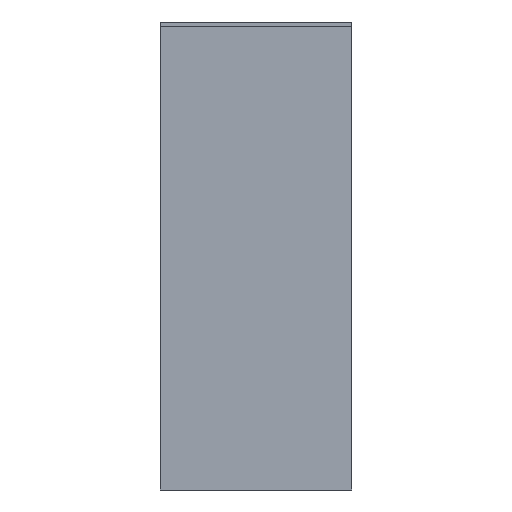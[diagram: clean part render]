
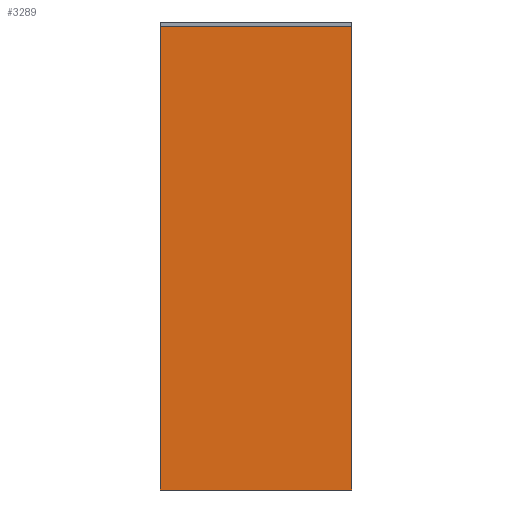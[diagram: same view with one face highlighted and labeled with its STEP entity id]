
A CAD part, left-side view. The second image highlights one B-rep face of the part: STEP entity #3289.
In plain terms, the highlighted planar face has unit normal (-1, 0, 0).
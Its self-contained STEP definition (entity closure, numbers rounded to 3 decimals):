
#372 = CARTESIAN_POINT ( 'NONE',  ( 92., -31., -0.01 ) ) ;
#468 = EDGE_LOOP ( 'NONE', ( #2242, #1984, #2392, #2551 ) ) ;
#513 = VECTOR ( 'NONE', #2418, 1000. ) ;
#520 = LINE ( 'NONE', #2690, #513 ) ;
#549 = CARTESIAN_POINT ( 'NONE',  ( 92., 31., -148.49 ) ) ;
#578 = CARTESIAN_POINT ( 'NONE',  ( 92., -31., -150. ) ) ;
#712 = CARTESIAN_POINT ( 'NONE',  ( 92., -33.135, -150. ) ) ;
#721 = DIRECTION ( 'NONE',  ( 0., 1., 0. ) ) ;
#808 = AXIS2_PLACEMENT_3D ( 'NONE', #549, #1542, #1535 ) ;
#840 = VECTOR ( 'NONE', #721, 1000. ) ;
#862 = LINE ( 'NONE', #712, #840 ) ;
#1059 = LINE ( 'NONE', #2739, #1062 ) ;
#1062 = VECTOR ( 'NONE', #2647, 1000. ) ;
#1081 = CARTESIAN_POINT ( 'NONE',  ( 92., 31., -0.01 ) ) ;
#1117 = VERTEX_POINT ( 'NONE', #1081 ) ;
#1281 = EDGE_CURVE ( 'NONE', #3297, #1117, #1059, .T. ) ;
#1522 = PLANE ( 'NONE',  #808 ) ;
#1535 = DIRECTION ( 'NONE',  ( 0., 0., -1. ) ) ;
#1542 = DIRECTION ( 'NONE',  ( 1., 0., 0. ) ) ;
#1585 = EDGE_CURVE ( 'NONE', #2893, #3297, #862, .T. ) ;
#1688 = CARTESIAN_POINT ( 'NONE',  ( 92., 31., -150. ) ) ;
#1715 = VERTEX_POINT ( 'NONE', #372 ) ;
#1984 = ORIENTED_EDGE ( 'NONE', *, *, #3218, .F. ) ;
#2004 = EDGE_CURVE ( 'NONE', #1715, #2893, #520, .T. ) ;
#2242 = ORIENTED_EDGE ( 'NONE', *, *, #2004, .F. ) ;
#2282 = FACE_OUTER_BOUND ( 'NONE', #468, .T. ) ;
#2379 = VECTOR ( 'NONE', #2895, 1000. ) ;
#2392 = ORIENTED_EDGE ( 'NONE', *, *, #1281, .F. ) ;
#2404 = LINE ( 'NONE', #2796, #2379 ) ;
#2418 = DIRECTION ( 'NONE',  ( 0., 0., -1. ) ) ;
#2551 = ORIENTED_EDGE ( 'NONE', *, *, #1585, .F. ) ;
#2647 = DIRECTION ( 'NONE',  ( 0., 0., 1. ) ) ;
#2690 = CARTESIAN_POINT ( 'NONE',  ( 92., -31., -148.49 ) ) ;
#2739 = CARTESIAN_POINT ( 'NONE',  ( 92., 31., -148.49 ) ) ;
#2796 = CARTESIAN_POINT ( 'NONE',  ( 92., 31., -0.01 ) ) ;
#2893 = VERTEX_POINT ( 'NONE', #578 ) ;
#2895 = DIRECTION ( 'NONE',  ( 0., -1., 0. ) ) ;
#3218 = EDGE_CURVE ( 'NONE', #1117, #1715, #2404, .T. ) ;
#3289 = ADVANCED_FACE ( 'NONE', ( #2282 ), #1522, .F. ) ;
#3297 = VERTEX_POINT ( 'NONE', #1688 ) ;
